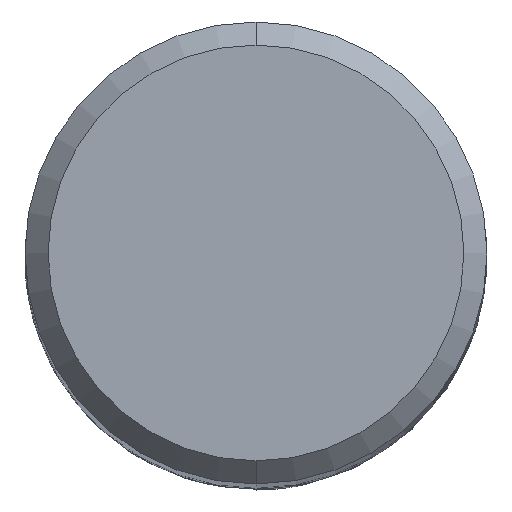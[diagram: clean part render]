
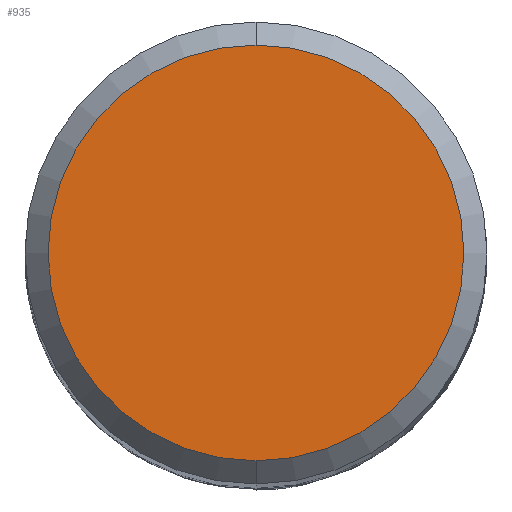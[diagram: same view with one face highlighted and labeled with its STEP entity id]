
A CAD part, top view. The second image highlights one B-rep face of the part: STEP entity #935.
In plain terms, the highlighted planar face has unit normal (0, 0, 1).
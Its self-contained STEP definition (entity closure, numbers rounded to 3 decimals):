
#783=EDGE_CURVE('',#801,#1443,#1795,.T.);
#801=VERTEX_POINT('',#1814);
#935=ADVANCED_FACE('',(#1957),#1958,.T.);
#961=EDGE_CURVE('',#1443,#801,#1986,.T.);
#1443=VERTEX_POINT('',#2517);
#1795=CIRCLE('',#4872,3.6);
#1814=CARTESIAN_POINT('',(0.,-3.6,0.0));
#1957=FACE_OUTER_BOUND('',#5391,.T.);
#1958=PLANE('',#5392);
#1986=CIRCLE('',#5646,3.6);
#2517=CARTESIAN_POINT('',(0.0,3.6,0.0));
#4872=AXIS2_PLACEMENT_3D('',#9294,#9295,#9296);
#5391=EDGE_LOOP('',(#9433,#9434));
#5392=AXIS2_PLACEMENT_3D('',#9435,#9436,#9437);
#5646=AXIS2_PLACEMENT_3D('',#9460,#9461,#9462);
#9294=CARTESIAN_POINT('',(0.0,0.0,0.0));
#9295=DIRECTION('',(0.0,0.0,-1.0));
#9296=DIRECTION('',(0.0,1.0,0.0));
#9433=ORIENTED_EDGE('',*,*,#961,.F.);
#9434=ORIENTED_EDGE('',*,*,#783,.F.);
#9435=CARTESIAN_POINT('',(0.0,1.8,0.0));
#9436=DIRECTION('',(-0.0,0.0,1.0));
#9437=DIRECTION('',(0.0,-1.0,0.0));
#9460=CARTESIAN_POINT('',(0.0,0.0,0.0));
#9461=DIRECTION('',(0.0,0.0,-1.0));
#9462=DIRECTION('',(0.0,1.0,0.0));
